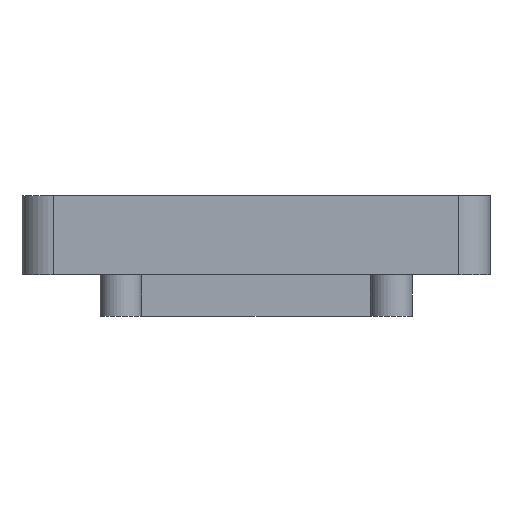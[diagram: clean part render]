
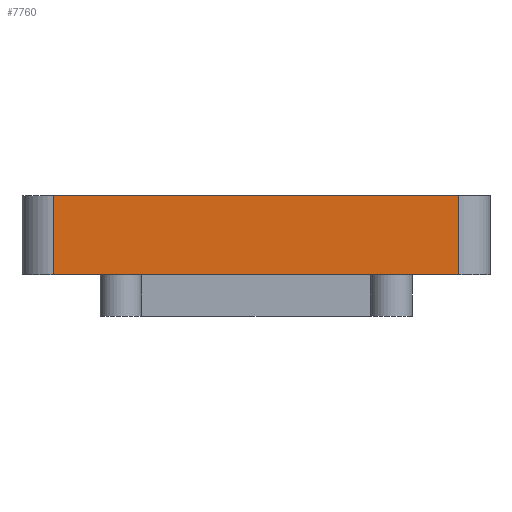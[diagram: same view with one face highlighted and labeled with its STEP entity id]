
A CAD part, left-side view. The second image highlights one B-rep face of the part: STEP entity #7760.
In plain terms, the highlighted planar face has unit normal (-1, 0, 0).
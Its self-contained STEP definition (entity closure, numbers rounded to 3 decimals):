
#86 = EDGE_CURVE ( 'NONE', #869, #219, #2964, .T. ) ;
#145 = DIRECTION ( 'NONE',  ( 0., -1., 0. ) ) ;
#217 = CARTESIAN_POINT ( 'NONE',  ( -17.5, -15.5, 3.8 ) ) ;
#219 = VERTEX_POINT ( 'NONE', #6575 ) ;
#600 = ORIENTED_EDGE ( 'NONE', *, *, #5339, .T. ) ;
#692 = CARTESIAN_POINT ( 'NONE',  ( -17.5, 4., 0. ) ) ;
#869 = VERTEX_POINT ( 'NONE', #217 ) ;
#927 = CARTESIAN_POINT ( 'NONE',  ( -17.5, 4., 3.8 ) ) ;
#2833 = DIRECTION ( 'NONE',  ( 1., 0., 0. ) ) ;
#2880 = DIRECTION ( 'NONE',  ( 0., 0., -1. ) ) ;
#2957 = CARTESIAN_POINT ( 'NONE',  ( -17.5, 4., 3.8 ) ) ;
#2964 = LINE ( 'NONE', #6888, #4242 ) ;
#3353 = VECTOR ( 'NONE', #6336, 1000. ) ;
#3417 = ORIENTED_EDGE ( 'NONE', *, *, #86, .F. ) ;
#3486 = CARTESIAN_POINT ( 'NONE',  ( -17.5, 4., 3.8 ) ) ;
#3654 = CARTESIAN_POINT ( 'NONE',  ( -17.5, 4., 0. ) ) ;
#3762 = VECTOR ( 'NONE', #145, 1000. ) ;
#3984 = LINE ( 'NONE', #6137, #3762 ) ;
#4242 = VECTOR ( 'NONE', #2880, 1000. ) ;
#4336 = VERTEX_POINT ( 'NONE', #3654 ) ;
#4640 = AXIS2_PLACEMENT_3D ( 'NONE', #2957, #2833, #5537 ) ;
#4920 = EDGE_CURVE ( 'NONE', #5409, #869, #3984, .T. ) ;
#5157 = EDGE_LOOP ( 'NONE', ( #7219, #3417, #7429, #600 ) ) ;
#5339 = EDGE_CURVE ( 'NONE', #5409, #4336, #8139, .T. ) ;
#5409 = VERTEX_POINT ( 'NONE', #927 ) ;
#5537 = DIRECTION ( 'NONE',  ( 0., 0., -1. ) ) ;
#6137 = CARTESIAN_POINT ( 'NONE',  ( -17.5, 4., 3.8 ) ) ;
#6176 = VECTOR ( 'NONE', #7278, 1000. ) ;
#6336 = DIRECTION ( 'NONE',  ( 0., 0., -1. ) ) ;
#6575 = CARTESIAN_POINT ( 'NONE',  ( -17.5, -15.5, 0. ) ) ;
#6888 = CARTESIAN_POINT ( 'NONE',  ( -17.5, -15.5, 3.8 ) ) ;
#7219 = ORIENTED_EDGE ( 'NONE', *, *, #7997, .T. ) ;
#7278 = DIRECTION ( 'NONE',  ( 0., -1., 0. ) ) ;
#7429 = ORIENTED_EDGE ( 'NONE', *, *, #4920, .F. ) ;
#7484 = FACE_OUTER_BOUND ( 'NONE', #5157, .T. ) ;
#7568 = PLANE ( 'NONE',  #4640 ) ;
#7760 = ADVANCED_FACE ( 'NONE', ( #7484 ), #7568, .F. ) ;
#7997 = EDGE_CURVE ( 'NONE', #4336, #219, #8088, .T. ) ;
#8088 = LINE ( 'NONE', #692, #6176 ) ;
#8139 = LINE ( 'NONE', #3486, #3353 ) ;
